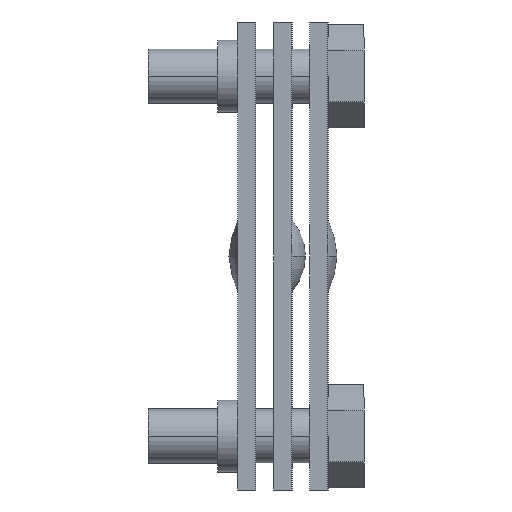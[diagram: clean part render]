
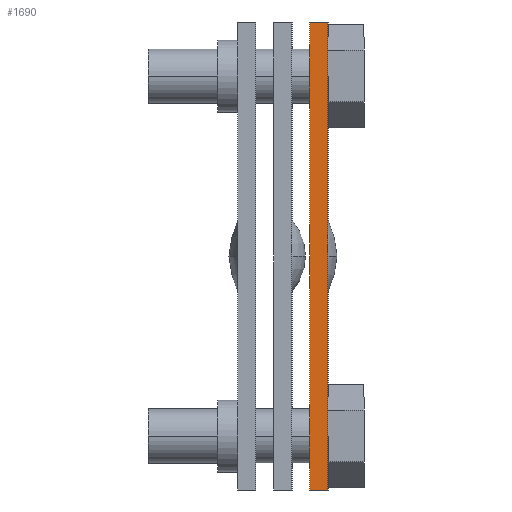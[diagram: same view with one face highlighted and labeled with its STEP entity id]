
A CAD part, left-side view. The second image highlights one B-rep face of the part: STEP entity #1690.
In plain terms, the highlighted face is planar.
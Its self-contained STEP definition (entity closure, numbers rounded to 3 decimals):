
#236 = CARTESIAN_POINT ( 'NONE',  ( 26., 2., 26. ) ) ;
#307 = CARTESIAN_POINT ( 'NONE',  ( 26., 2., 26. ) ) ;
#308 = DIRECTION ( 'NONE',  ( -1., 0., 0. ) ) ;
#319 = EDGE_CURVE ( 'NONE', #2539, #2141, #2177, .T. ) ;
#446 = CARTESIAN_POINT ( 'NONE',  ( 26., 2., 26. ) ) ;
#508 = CARTESIAN_POINT ( 'NONE',  ( 26., 2., -26. ) ) ;
#624 = CARTESIAN_POINT ( 'NONE',  ( 26., 0., 26. ) ) ;
#712 = VECTOR ( 'NONE', #2322, 1000. ) ;
#716 = VERTEX_POINT ( 'NONE', #2691 ) ;
#758 = ORIENTED_EDGE ( 'NONE', *, *, #1419, .F. ) ;
#829 = LINE ( 'NONE', #236, #712 ) ;
#836 = CARTESIAN_POINT ( 'NONE',  ( 26., 0., 26. ) ) ;
#855 = ORIENTED_EDGE ( 'NONE', *, *, #1317, .F. ) ;
#1045 = ORIENTED_EDGE ( 'NONE', *, *, #2756, .T. ) ;
#1145 = EDGE_LOOP ( 'NONE', ( #1045, #758, #855, #1560 ) ) ;
#1317 = EDGE_CURVE ( 'NONE', #2539, #2932, #829, .T. ) ;
#1394 = DIRECTION ( 'NONE',  ( 0., -1., 0. ) ) ;
#1419 = EDGE_CURVE ( 'NONE', #2932, #716, #3160, .T. ) ;
#1560 = ORIENTED_EDGE ( 'NONE', *, *, #319, .T. ) ;
#1582 = FACE_OUTER_BOUND ( 'NONE', #1145, .T. ) ;
#1592 = CARTESIAN_POINT ( 'NONE',  ( 26., 2., -26. ) ) ;
#1690 = ADVANCED_FACE ( 'NONE', ( #1582 ), #2052, .F. ) ;
#1814 = DIRECTION ( 'NONE',  ( 0., 0., 1. ) ) ;
#1817 = VECTOR ( 'NONE', #1927, 1000. ) ;
#1852 = VECTOR ( 'NONE', #2444, 1000. ) ;
#1878 = VECTOR ( 'NONE', #1394, 1000. ) ;
#1927 = DIRECTION ( 'NONE',  ( 0., -1., 0. ) ) ;
#2052 = PLANE ( 'NONE',  #2995 ) ;
#2141 = VERTEX_POINT ( 'NONE', #836 ) ;
#2177 = LINE ( 'NONE', #446, #1817 ) ;
#2322 = DIRECTION ( 'NONE',  ( 0., 0., -1. ) ) ;
#2444 = DIRECTION ( 'NONE',  ( 0., 0., -1. ) ) ;
#2539 = VERTEX_POINT ( 'NONE', #307 ) ;
#2643 = LINE ( 'NONE', #624, #1852 ) ;
#2691 = CARTESIAN_POINT ( 'NONE',  ( 26., 0., -26. ) ) ;
#2756 = EDGE_CURVE ( 'NONE', #2141, #716, #2643, .T. ) ;
#2819 = CARTESIAN_POINT ( 'NONE',  ( 26., 2., 26. ) ) ;
#2932 = VERTEX_POINT ( 'NONE', #508 ) ;
#2995 = AXIS2_PLACEMENT_3D ( 'NONE', #2819, #308, #1814 ) ;
#3160 = LINE ( 'NONE', #1592, #1878 ) ;
